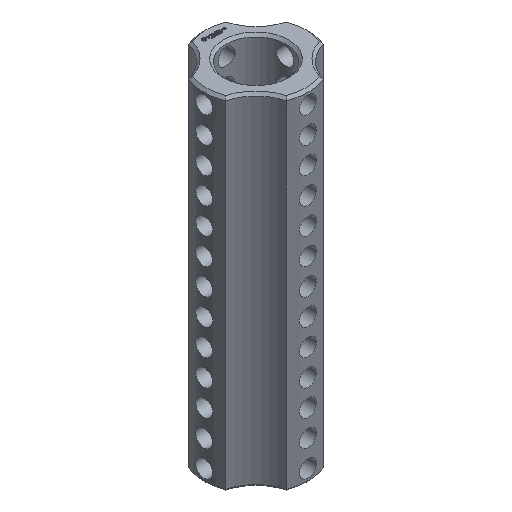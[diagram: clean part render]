
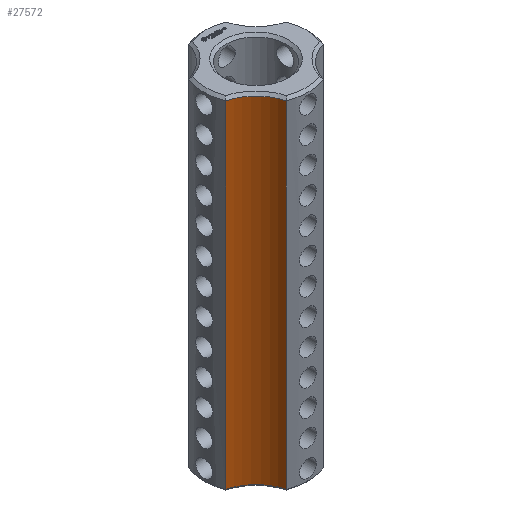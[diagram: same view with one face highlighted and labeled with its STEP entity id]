
A CAD part, isometric view. The second image highlights one B-rep face of the part: STEP entity #27572.
In plain terms, the highlighted cylindrical face has radius 5 mm (diameter 10 mm), a partial arc.
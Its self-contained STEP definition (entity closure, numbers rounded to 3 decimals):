
#2932 = CYLINDRICAL_SURFACE('',#2933,6.25);
#2933 = AXIS2_PLACEMENT_3D('',#2934,#2935,#2936);
#2934 = CARTESIAN_POINT('',(0.,0.,0.));
#2935 = DIRECTION('',(-0.,-0.,-1.));
#2936 = DIRECTION('',(1.,0.,0.));
#6389 = EDGE_CURVE('',#6390,#6392,#6394,.T.);
#6390 = VERTEX_POINT('',#6391);
#6391 = CARTESIAN_POINT('',(-2.225,-5.841,0.3));
#6392 = VERTEX_POINT('',#6393);
#6393 = CARTESIAN_POINT('',(-2.225,-5.841,40.325));
#6394 = SURFACE_CURVE('',#6395,(#6399,#6406),.PCURVE_S1.);
#6395 = LINE('',#6396,#6397);
#6396 = CARTESIAN_POINT('',(-2.225,-5.841,0.));
#6397 = VECTOR('',#6398,1.);
#6398 = DIRECTION('',(0.,0.,1.));
#6399 = PCURVE('',#2932,#6400);
#6400 = DEFINITIONAL_REPRESENTATION('',(#6401),#6405);
#6401 = LINE('',#6402,#6403);
#6402 = CARTESIAN_POINT('',(-4.348,0.));
#6403 = VECTOR('',#6404,1.);
#6404 = DIRECTION('',(-0.,-1.));
#6405 = ( GEOMETRIC_REPRESENTATION_CONTEXT(2) 
PARAMETRIC_REPRESENTATION_CONTEXT() REPRESENTATION_CONTEXT('2D SPACE',''
  ) );
#6406 = PCURVE('',#6407,#6412);
#6407 = CYLINDRICAL_SURFACE('',#6408,5.);
#6408 = AXIS2_PLACEMENT_3D('',#6409,#6410,#6411);
#6409 = CARTESIAN_POINT('',(-7.071,-7.071,0.));
#6410 = DIRECTION('',(-0.,-0.,-1.));
#6411 = DIRECTION('',(1.,0.,0.));
#6412 = DEFINITIONAL_REPRESENTATION('',(#6413),#6417);
#6413 = LINE('',#6414,#6415);
#6414 = CARTESIAN_POINT('',(-0.249,0.));
#6415 = VECTOR('',#6416,1.);
#6416 = DIRECTION('',(-0.,-1.));
#6417 = ( GEOMETRIC_REPRESENTATION_CONTEXT(2) 
PARAMETRIC_REPRESENTATION_CONTEXT() REPRESENTATION_CONTEXT('2D SPACE',''
  ) );
#8627 = CONICAL_SURFACE('',#8628,5.,0.785);
#8628 = AXIS2_PLACEMENT_3D('',#8629,#8630,#8631);
#8629 = CARTESIAN_POINT('',(-7.071,-7.071,0.3));
#8630 = DIRECTION('',(-0.,-0.,-1.));
#8631 = DIRECTION('',(0.969,0.246,0.));
#8859 = CONICAL_SURFACE('',#8860,5.,0.785);
#8860 = AXIS2_PLACEMENT_3D('',#8861,#8862,#8863);
#8861 = CARTESIAN_POINT('',(-7.071,-7.071,40.325));
#8862 = DIRECTION('',(0.,0.,1.));
#8863 = DIRECTION('',(0.969,0.246,0.));
#27572 = ADVANCED_FACE('',(#27573),#6407,.F.);
#27573 = FACE_BOUND('',#27574,.T.);
#27574 = EDGE_LOOP('',(#27575,#27576,#27600,#27628));
#27575 = ORIENTED_EDGE('',*,*,#6389,.T.);
#27576 = ORIENTED_EDGE('',*,*,#27577,.T.);
#27577 = EDGE_CURVE('',#6392,#27578,#27580,.T.);
#27578 = VERTEX_POINT('',#27579);
#27579 = CARTESIAN_POINT('',(-5.841,-2.225,40.325));
#27580 = SURFACE_CURVE('',#27581,(#27586,#27593),.PCURVE_S1.);
#27581 = CIRCLE('',#27582,5.);
#27582 = AXIS2_PLACEMENT_3D('',#27583,#27584,#27585);
#27583 = CARTESIAN_POINT('',(-7.071,-7.071,40.325));
#27584 = DIRECTION('',(0.,-0.,1.));
#27585 = DIRECTION('',(0.969,0.246,0.));
#27586 = PCURVE('',#6407,#27587);
#27587 = DEFINITIONAL_REPRESENTATION('',(#27588),#27592);
#27588 = LINE('',#27589,#27590);
#27589 = CARTESIAN_POINT('',(-0.249,-40.325));
#27590 = VECTOR('',#27591,1.);
#27591 = DIRECTION('',(-1.,0.));
#27592 = ( GEOMETRIC_REPRESENTATION_CONTEXT(2) 
PARAMETRIC_REPRESENTATION_CONTEXT() REPRESENTATION_CONTEXT('2D SPACE',''
  ) );
#27593 = PCURVE('',#8859,#27594);
#27594 = DEFINITIONAL_REPRESENTATION('',(#27595),#27599);
#27595 = LINE('',#27596,#27597);
#27596 = CARTESIAN_POINT('',(0.,0.));
#27597 = VECTOR('',#27598,1.);
#27598 = DIRECTION('',(1.,0.));
#27599 = ( GEOMETRIC_REPRESENTATION_CONTEXT(2) 
PARAMETRIC_REPRESENTATION_CONTEXT() REPRESENTATION_CONTEXT('2D SPACE',''
  ) );
#27600 = ORIENTED_EDGE('',*,*,#27601,.F.);
#27601 = EDGE_CURVE('',#27602,#27578,#27604,.T.);
#27602 = VERTEX_POINT('',#27603);
#27603 = CARTESIAN_POINT('',(-5.841,-2.225,0.3));
#27604 = SURFACE_CURVE('',#27605,(#27609,#27616),.PCURVE_S1.);
#27605 = LINE('',#27606,#27607);
#27606 = CARTESIAN_POINT('',(-5.841,-2.225,0.));
#27607 = VECTOR('',#27608,1.);
#27608 = DIRECTION('',(0.,0.,1.));
#27609 = PCURVE('',#6407,#27610);
#27610 = DEFINITIONAL_REPRESENTATION('',(#27611),#27615);
#27611 = LINE('',#27612,#27613);
#27612 = CARTESIAN_POINT('',(-1.322,0.));
#27613 = VECTOR('',#27614,1.);
#27614 = DIRECTION('',(-0.,-1.));
#27615 = ( GEOMETRIC_REPRESENTATION_CONTEXT(2) 
PARAMETRIC_REPRESENTATION_CONTEXT() REPRESENTATION_CONTEXT('2D SPACE',''
  ) );
#27616 = PCURVE('',#27617,#27622);
#27617 = CYLINDRICAL_SURFACE('',#27618,6.25);
#27618 = AXIS2_PLACEMENT_3D('',#27619,#27620,#27621);
#27619 = CARTESIAN_POINT('',(0.,0.,0.));
#27620 = DIRECTION('',(-0.,-0.,-1.));
#27621 = DIRECTION('',(1.,0.,0.));
#27622 = DEFINITIONAL_REPRESENTATION('',(#27623),#27627);
#27623 = LINE('',#27624,#27625);
#27624 = CARTESIAN_POINT('',(-3.506,0.));
#27625 = VECTOR('',#27626,1.);
#27626 = DIRECTION('',(-0.,-1.));
#27627 = ( GEOMETRIC_REPRESENTATION_CONTEXT(2) 
PARAMETRIC_REPRESENTATION_CONTEXT() REPRESENTATION_CONTEXT('2D SPACE',''
  ) );
#27628 = ORIENTED_EDGE('',*,*,#27629,.F.);
#27629 = EDGE_CURVE('',#6390,#27602,#27630,.T.);
#27630 = SURFACE_CURVE('',#27631,(#27636,#27643),.PCURVE_S1.);
#27631 = CIRCLE('',#27632,5.);
#27632 = AXIS2_PLACEMENT_3D('',#27633,#27634,#27635);
#27633 = CARTESIAN_POINT('',(-7.071,-7.071,0.3));
#27634 = DIRECTION('',(0.,-0.,1.));
#27635 = DIRECTION('',(0.969,0.246,0.));
#27636 = PCURVE('',#6407,#27637);
#27637 = DEFINITIONAL_REPRESENTATION('',(#27638),#27642);
#27638 = LINE('',#27639,#27640);
#27639 = CARTESIAN_POINT('',(-0.249,-0.3));
#27640 = VECTOR('',#27641,1.);
#27641 = DIRECTION('',(-1.,0.));
#27642 = ( GEOMETRIC_REPRESENTATION_CONTEXT(2) 
PARAMETRIC_REPRESENTATION_CONTEXT() REPRESENTATION_CONTEXT('2D SPACE',''
  ) );
#27643 = PCURVE('',#8627,#27644);
#27644 = DEFINITIONAL_REPRESENTATION('',(#27645),#27649);
#27645 = LINE('',#27646,#27647);
#27646 = CARTESIAN_POINT('',(-0.,0.));
#27647 = VECTOR('',#27648,1.);
#27648 = DIRECTION('',(-1.,0.));
#27649 = ( GEOMETRIC_REPRESENTATION_CONTEXT(2) 
PARAMETRIC_REPRESENTATION_CONTEXT() REPRESENTATION_CONTEXT('2D SPACE',''
  ) );
